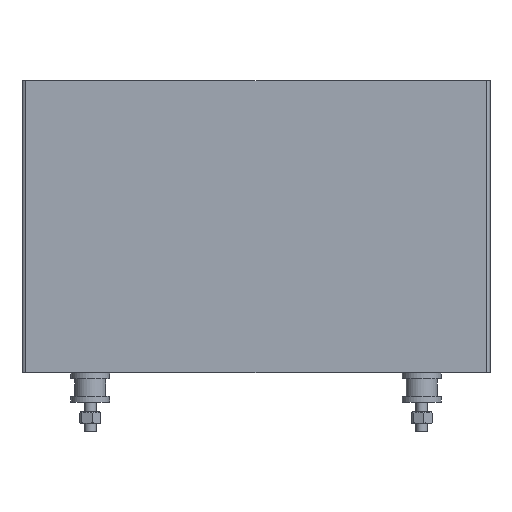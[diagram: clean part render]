
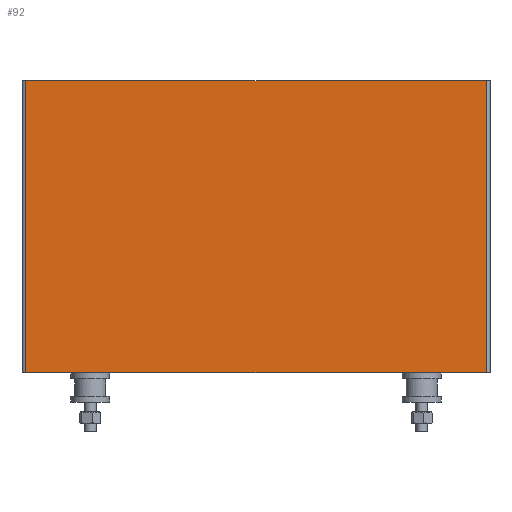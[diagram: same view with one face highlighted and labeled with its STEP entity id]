
A CAD part, front view. The second image highlights one B-rep face of the part: STEP entity #92.
In plain terms, the highlighted planar face has unit normal (0, -1, 0).
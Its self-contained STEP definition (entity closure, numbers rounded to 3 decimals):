
#92 = ADVANCED_FACE ( 'NONE', ( #3898 ), #3248, .F. ) ;
#595 = EDGE_LOOP ( 'NONE', ( #1581, #960, #762, #3589 ) ) ;
#762 = ORIENTED_EDGE ( 'NONE', *, *, #2583, .F. ) ;
#774 = EDGE_CURVE ( 'NONE', #1403, #4237, #3089, .T. ) ;
#935 = LINE ( 'NONE', #992, #1153 ) ;
#960 = ORIENTED_EDGE ( 'NONE', *, *, #3547, .T. ) ;
#982 = DIRECTION ( 'NONE',  ( -1., 0., 0. ) ) ;
#992 = CARTESIAN_POINT ( 'NONE',  ( 118., 0., 150. ) ) ;
#1063 = VECTOR ( 'NONE', #1508, 1000. ) ;
#1080 = EDGE_CURVE ( 'NONE', #3277, #1403, #1280, .T. ) ;
#1153 = VECTOR ( 'NONE', #3617, 1000. ) ;
#1235 = VERTEX_POINT ( 'NONE', #4345 ) ;
#1280 = LINE ( 'NONE', #2273, #1063 ) ;
#1321 = LINE ( 'NONE', #3576, #4326 ) ;
#1403 = VERTEX_POINT ( 'NONE', #1457 ) ;
#1457 = CARTESIAN_POINT ( 'NONE',  ( -118., 0., 0. ) ) ;
#1508 = DIRECTION ( 'NONE',  ( 0., 0., -1. ) ) ;
#1581 = ORIENTED_EDGE ( 'NONE', *, *, #774, .T. ) ;
#2157 = VECTOR ( 'NONE', #2561, 1000. ) ;
#2273 = CARTESIAN_POINT ( 'NONE',  ( -118., 0., 150. ) ) ;
#2429 = DIRECTION ( 'NONE',  ( 0., 1., 0. ) ) ;
#2551 = AXIS2_PLACEMENT_3D ( 'NONE', #3819, #2429, #982 ) ;
#2561 = DIRECTION ( 'NONE',  ( 1., 0., 0. ) ) ;
#2583 = EDGE_CURVE ( 'NONE', #3277, #1235, #1321, .T. ) ;
#3089 = LINE ( 'NONE', #3442, #2157 ) ;
#3161 = CARTESIAN_POINT ( 'NONE',  ( 118., 0., 0. ) ) ;
#3248 = PLANE ( 'NONE',  #2551 ) ;
#3277 = VERTEX_POINT ( 'NONE', #3883 ) ;
#3442 = CARTESIAN_POINT ( 'NONE',  ( -120., 0., 0. ) ) ;
#3547 = EDGE_CURVE ( 'NONE', #4237, #1235, #935, .T. ) ;
#3576 = CARTESIAN_POINT ( 'NONE',  ( -120., 0., 150. ) ) ;
#3589 = ORIENTED_EDGE ( 'NONE', *, *, #1080, .T. ) ;
#3617 = DIRECTION ( 'NONE',  ( 0., 0., 1. ) ) ;
#3819 = CARTESIAN_POINT ( 'NONE',  ( -120., 0., 150. ) ) ;
#3883 = CARTESIAN_POINT ( 'NONE',  ( -118., 0., 150. ) ) ;
#3898 = FACE_OUTER_BOUND ( 'NONE', #595, .T. ) ;
#4152 = DIRECTION ( 'NONE',  ( 1., 0., 0. ) ) ;
#4237 = VERTEX_POINT ( 'NONE', #3161 ) ;
#4326 = VECTOR ( 'NONE', #4152, 1000. ) ;
#4345 = CARTESIAN_POINT ( 'NONE',  ( 118., 0., 150. ) ) ;
